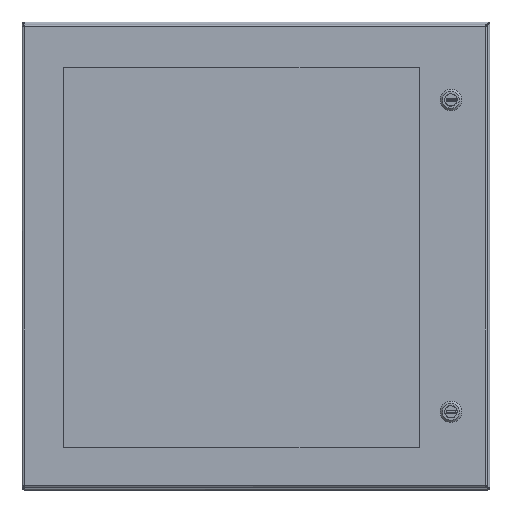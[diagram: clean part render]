
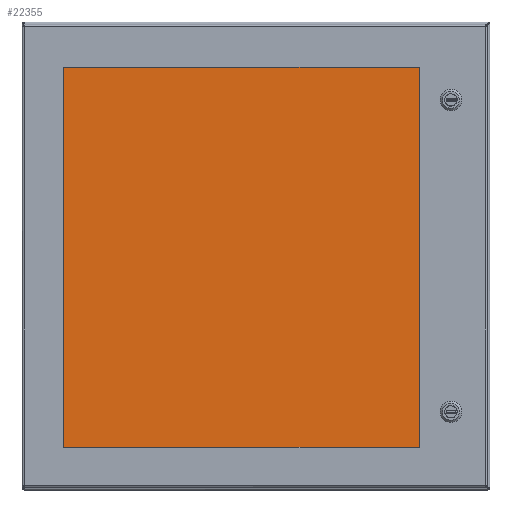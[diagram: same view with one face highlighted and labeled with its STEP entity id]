
A CAD part, top view. The second image highlights one B-rep face of the part: STEP entity #22355.
In plain terms, the highlighted planar face has unit normal (0, 0, 1).
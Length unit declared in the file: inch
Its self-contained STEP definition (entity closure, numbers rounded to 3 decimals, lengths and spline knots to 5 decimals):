
#22213=CARTESIAN_POINT('',(0.0,0.0,0.25));
#22214=VERTEX_POINT('',#22213);
#22215=CARTESIAN_POINT('',(0.,20.5,0.25));
#22216=VERTEX_POINT('',#22215);
#22217=CARTESIAN_POINT('',(0.,0.0,0.25));
#22218=DIRECTION('',(0.0,1.0,0.0));
#22219=VECTOR('',#22218,20.5);
#22220=LINE('',#22217,#22219);
#22221=EDGE_CURVE('',#22214,#22216,#22220,.T.);
#22253=CARTESIAN_POINT('',(19.25,20.5,0.25));
#22254=VERTEX_POINT('',#22253);
#22255=CARTESIAN_POINT('',(0.,20.5,0.25));
#22256=DIRECTION('',(1.0,0.0,0.0));
#22257=VECTOR('',#22256,19.25);
#22258=LINE('',#22255,#22257);
#22259=EDGE_CURVE('',#22216,#22254,#22258,.T.);
#22284=CARTESIAN_POINT('',(19.25,0.,0.25));
#22285=VERTEX_POINT('',#22284);
#22286=CARTESIAN_POINT('',(19.25,20.5,0.25));
#22287=DIRECTION('',(0.0,-1.0,0.0));
#22288=VECTOR('',#22287,20.5);
#22289=LINE('',#22286,#22288);
#22290=EDGE_CURVE('',#22254,#22285,#22289,.T.);
#22315=CARTESIAN_POINT('',(19.25,0.,0.25));
#22316=DIRECTION('',(-1.0,0.0,0.0));
#22317=VECTOR('',#22316,19.25);
#22318=LINE('',#22315,#22317);
#22319=EDGE_CURVE('',#22285,#22214,#22318,.T.);
#22344=CARTESIAN_POINT('',(9.625,10.25,0.25));
#22345=DIRECTION('',(0.0,0.0,1.0));
#22346=DIRECTION('',(1.0,0.0,0.0));
#22347=AXIS2_PLACEMENT_3D('',#22344,#22345,#22346);
#22348=PLANE('',#22347);
#22349=ORIENTED_EDGE('',*,*,#22221,.F.);
#22350=ORIENTED_EDGE('',*,*,#22319,.F.);
#22351=ORIENTED_EDGE('',*,*,#22290,.F.);
#22352=ORIENTED_EDGE('',*,*,#22259,.F.);
#22353=EDGE_LOOP('',(#22349,#22350,#22351,#22352));
#22354=FACE_OUTER_BOUND('',#22353,.T.);
#22355=ADVANCED_FACE('',(#22354),#22348,.T.);
